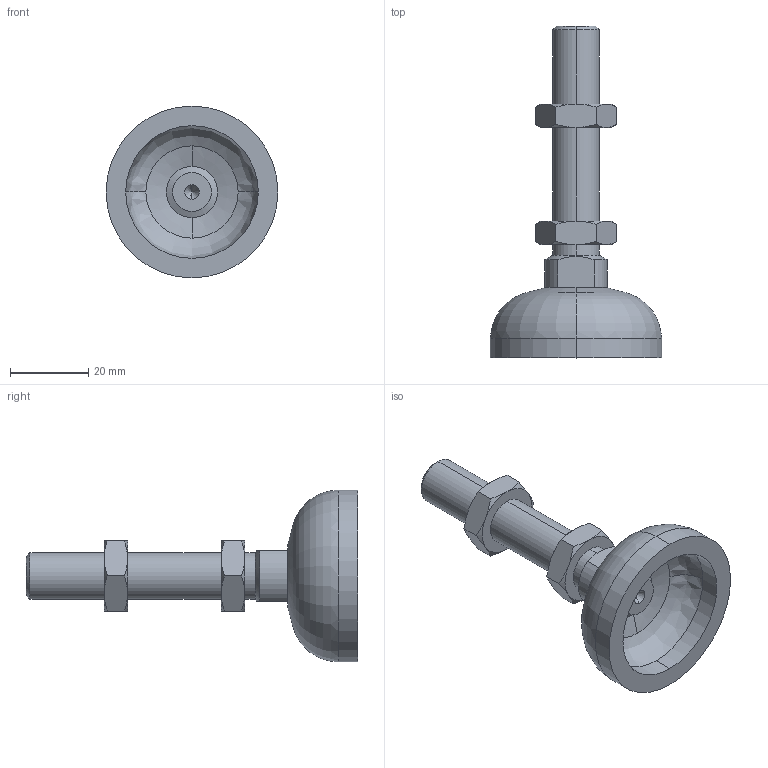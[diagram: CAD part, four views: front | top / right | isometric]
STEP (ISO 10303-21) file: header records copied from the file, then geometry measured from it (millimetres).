
FILE_DESCRIPTION (( 'STEP AP214' ), '1' );
FILE_NAME ('38DEFAU1023144743438.step', '2006-10-23T18:47:37', ( 'sysAdmin' ), ( 'SolidWorks' ), 'SwSTEP 2.0', 'SolidWorks 2007', '' );
FILE_SCHEMA (( 'AUTOMOTIVE_DESIGN' ));
Length unit declared in the file: millimetre
Products named in the file (1): 38DEFAU1023144743438
Bounding box: 44 x 85 x 44 mm (x, y, z)
Volume: 22475.8 mm3; surface area: 9329.6 mm2
Topology: 1 solids, 2 shells, 84 faces, 186 edges, 111 vertices
Faces by surface type: cone 34, plane 23, cylinder 18, bspline 7, torus 2
Entity records: 2547 total; most frequent: CARTESIAN_POINT 761, ORIENTED_EDGE 368, DIRECTION 368, EDGE_CURVE 184, AXIS2_PLACEMENT_3D 162, VERTEX_POINT 111, EDGE_LOOP 93, ADVANCED_FACE 84
